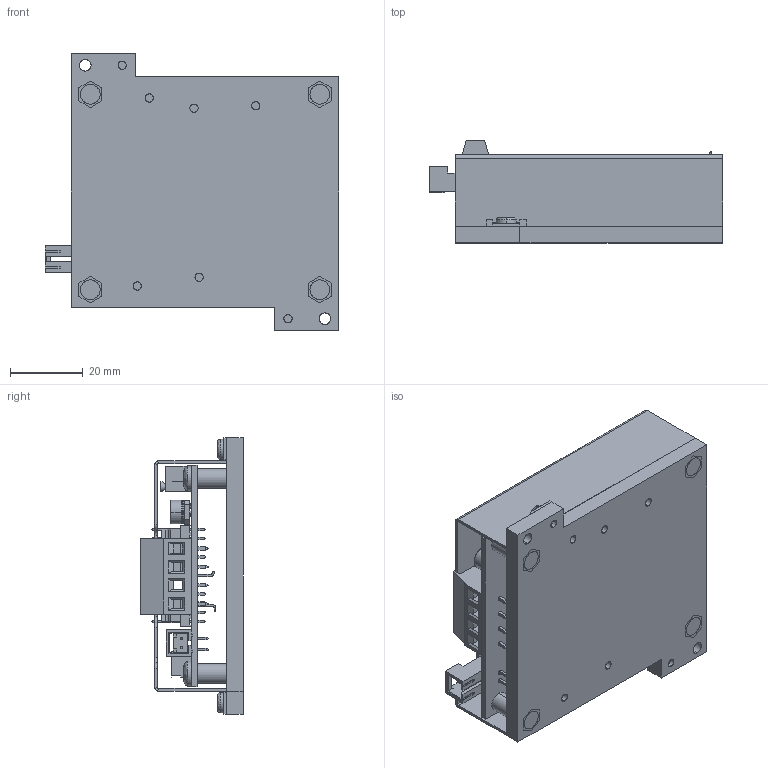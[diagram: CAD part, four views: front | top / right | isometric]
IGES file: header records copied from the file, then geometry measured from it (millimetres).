
Start section: SolidWorks IGES file using analytic representation for surfaces
Global section: file name: PTCASSY   Rev C  12-19-12.IGS; native system: SolidWorks 2013; preprocessor: SolidWorks 2013; author: gniebel; date: 130102.135313; units: inch
Bounding box: 80.87 x 28.19 x 76.2 mm (x, y, z)
Surface area: 38363 mm2 (no closed solid volume)
Topology: 0 solids, 0 shells, 583 faces, 6718 edges, 6716 vertices
Faces by surface type: bspline 469, revolution 114
